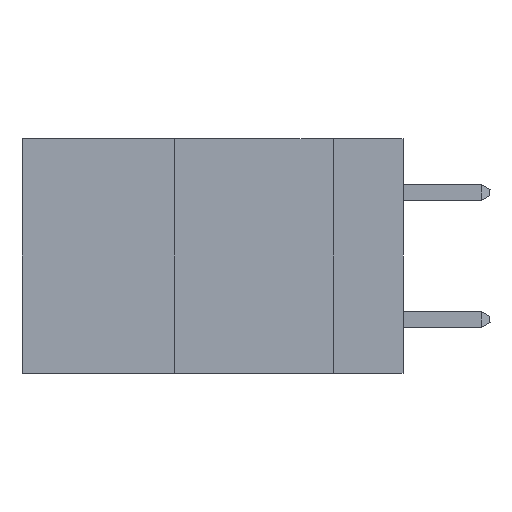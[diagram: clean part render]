
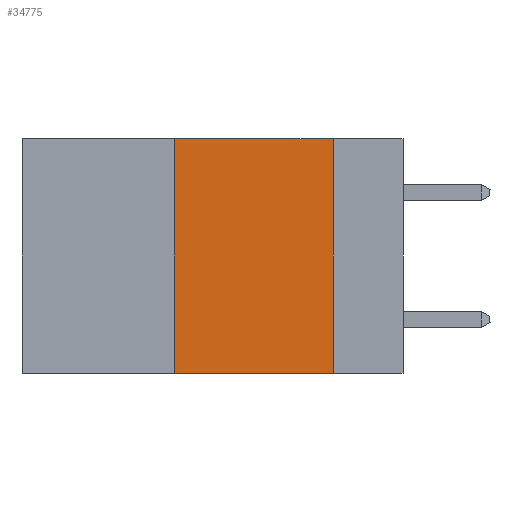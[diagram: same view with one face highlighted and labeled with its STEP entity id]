
A CAD part, left-side view. The second image highlights one B-rep face of the part: STEP entity #34775.
In plain terms, the highlighted planar face has unit normal (-1, 0, 0).
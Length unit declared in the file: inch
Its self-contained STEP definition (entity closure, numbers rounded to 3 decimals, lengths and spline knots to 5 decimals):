
#2070 = DIRECTION ( 'NONE',  ( 0., -1., 0. ) ) ;
#4349 = DIRECTION ( 'NONE',  ( 0., 0., -1. ) ) ;
#5541 = DIRECTION ( 'NONE',  ( 0., 0., 1. ) ) ;
#5589 = CARTESIAN_POINT ( 'NONE',  ( 0., 0.6, 0. ) ) ;
#5739 = LINE ( 'NONE', #11051, #34611 ) ;
#7236 = LINE ( 'NONE', #5589, #36124 ) ;
#7911 = CARTESIAN_POINT ( 'NONE',  ( 0., 0.36, -0.37 ) ) ;
#10232 = ORIENTED_EDGE ( 'NONE', *, *, #22726, .F. ) ;
#10860 = CARTESIAN_POINT ( 'NONE',  ( 0., 0.11, 0. ) ) ;
#11051 = CARTESIAN_POINT ( 'NONE',  ( 0., 0.11, 0. ) ) ;
#12084 = EDGE_CURVE ( 'NONE', #15974, #29953, #5739, .T. ) ;
#12375 = VERTEX_POINT ( 'NONE', #7911 ) ;
#12868 = CARTESIAN_POINT ( 'NONE',  ( 0., 0.6, 0. ) ) ;
#14671 = LINE ( 'NONE', #24889, #28726 ) ;
#14819 = FACE_OUTER_BOUND ( 'NONE', #26095, .T. ) ;
#15974 = VERTEX_POINT ( 'NONE', #10860 ) ;
#17880 = AXIS2_PLACEMENT_3D ( 'NONE', #12868, #24281, #4349 ) ;
#17937 = VERTEX_POINT ( 'NONE', #20860 ) ;
#20860 = CARTESIAN_POINT ( 'NONE',  ( 0., 0.36, 0. ) ) ;
#21556 = CARTESIAN_POINT ( 'NONE',  ( 0., 0.11, -0.37 ) ) ;
#21700 = DIRECTION ( 'NONE',  ( 0., 0., -1. ) ) ;
#22726 = EDGE_CURVE ( 'NONE', #17937, #15974, #7236, .T. ) ;
#24160 = PLANE ( 'NONE',  #17880 ) ;
#24281 = DIRECTION ( 'NONE',  ( 1., 0., 0. ) ) ;
#24889 = CARTESIAN_POINT ( 'NONE',  ( 0., 0.36, 0. ) ) ;
#25924 = ORIENTED_EDGE ( 'NONE', *, *, #36230, .F. ) ;
#26095 = EDGE_LOOP ( 'NONE', ( #29066, #10232, #25924, #36017 ) ) ;
#27966 = VECTOR ( 'NONE', #2070, 39.37008 ) ;
#28383 = LINE ( 'NONE', #32905, #27966 ) ;
#28726 = VECTOR ( 'NONE', #5541, 39.37008 ) ;
#29066 = ORIENTED_EDGE ( 'NONE', *, *, #12084, .F. ) ;
#29953 = VERTEX_POINT ( 'NONE', #21556 ) ;
#32905 = CARTESIAN_POINT ( 'NONE',  ( 0., 0.6, -0.37 ) ) ;
#33835 = DIRECTION ( 'NONE',  ( 0., -1., 0. ) ) ;
#34611 = VECTOR ( 'NONE', #21700, 39.37008 ) ;
#34775 = ADVANCED_FACE ( 'NONE', ( #14819 ), #24160, .F. ) ;
#35321 = EDGE_CURVE ( 'NONE', #12375, #29953, #28383, .T. ) ;
#36017 = ORIENTED_EDGE ( 'NONE', *, *, #35321, .T. ) ;
#36124 = VECTOR ( 'NONE', #33835, 39.37008 ) ;
#36230 = EDGE_CURVE ( 'NONE', #12375, #17937, #14671, .T. ) ;
